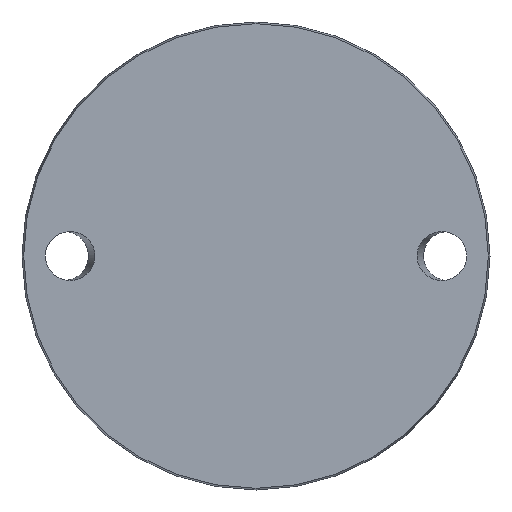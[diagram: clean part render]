
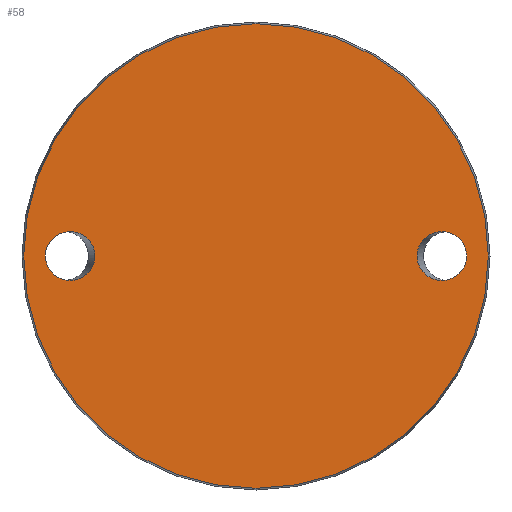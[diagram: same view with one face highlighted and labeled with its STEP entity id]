
A CAD part, front view. The second image highlights one B-rep face of the part: STEP entity #58.
In plain terms, the highlighted planar face has unit normal (0, -1, 0).
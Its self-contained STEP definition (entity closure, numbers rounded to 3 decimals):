
#58 = ADVANCED_FACE ( 'NONE', ( #713, #779, #717 ), #647, .F. ) ;
#67 = CARTESIAN_POINT ( 'NONE',  ( 54.385, 0., 16.5 ) ) ;
#95 = CIRCLE ( 'NONE', #183, 78.425 ) ;
#104 = DIRECTION ( 'NONE',  ( 0., -1., 0. ) ) ;
#127 = EDGE_CURVE ( 'NONE', #149, #149, #95, .T. ) ;
#135 = CARTESIAN_POINT ( 'NONE',  ( -71.115, 0., 16.5 ) ) ;
#139 = CARTESIAN_POINT ( 'NONE',  ( -71.115, 0., 0. ) ) ;
#149 = VERTEX_POINT ( 'NONE', #494 ) ;
#167 = DIRECTION ( 'NONE',  ( 0., 0., 1. ) ) ;
#170 = CARTESIAN_POINT ( 'NONE',  ( -71.115, 0., 0. ) ) ;
#183 = AXIS2_PLACEMENT_3D ( 'NONE', #581, #104, #344 ) ;
#197 = ORIENTED_EDGE ( 'NONE', *, *, #666, .T. ) ;
#216 = ORIENTED_EDGE ( 'NONE', *, *, #748, .T. ) ;
#230 = DIRECTION ( 'NONE',  ( 0., 1., 0. ) ) ;
#249 = CARTESIAN_POINT ( 'NONE',  ( -54.385, 0., 16.5 ) ) ;
#254 = AXIS2_PLACEMENT_3D ( 'NONE', #773, #230, #167 ) ;
#266 = CARTESIAN_POINT ( 'NONE',  ( -71.115, 0., 0. ) ) ;
#278 = VERTEX_POINT ( 'NONE', #170 ) ;
#344 = DIRECTION ( 'NONE',  ( 0., 0., -1. ) ) ;
#352 = CARTESIAN_POINT ( 'NONE',  ( 71.115, 0., 16.5 ) ) ;
#364 = CARTESIAN_POINT ( 'NONE',  ( 71.115, 0., 0. ) ) ;
#371 = CARTESIAN_POINT ( 'NONE',  ( -54.385, 0., 0. ) ) ;
#372 = EDGE_LOOP ( 'NONE', ( #674 ) ) ;
#426 = CARTESIAN_POINT ( 'NONE',  ( 71.115, 0., -16.5 ) ) ;
#488 = CARTESIAN_POINT ( 'NONE',  ( -54.385, 0., -16.5 ) ) ;
#494 = CARTESIAN_POINT ( 'NONE',  ( 0., 0., -78.425 ) ) ;
#495 = EDGE_LOOP ( 'NONE', ( #197 ) ) ;
#497 = CARTESIAN_POINT ( 'NONE',  ( -71.115, 0., -16.5 ) ) ;
#506 = CARTESIAN_POINT ( 'NONE',  ( 71.115, 0., 0. ) ) ;
#581 = CARTESIAN_POINT ( 'NONE',  ( 0., 0., 0. ) ) ;
#595 = CARTESIAN_POINT ( 'NONE',  ( 54.385, 0., 0. ) ) ;
#609 = CARTESIAN_POINT ( 'NONE',  ( 54.385, 0., -16.5 ) ) ;
#633 =( BOUNDED_CURVE ( )  B_SPLINE_CURVE ( 3, ( #364, #426, #609, #595, #67, #352, #506 ),
 .UNSPECIFIED., .T., .T. ) 
 B_SPLINE_CURVE_WITH_KNOTS ( ( 4, 3, 4 ),
 ( 0., 3.142, 6.283 ),
 .UNSPECIFIED. ) 
 CURVE ( )  GEOMETRIC_REPRESENTATION_ITEM ( )  RATIONAL_B_SPLINE_CURVE ( ( 1., 0.333, 0.333, 1., 0.333, 0.333, 1. ) ) 
 REPRESENTATION_ITEM ( '' )  );
#647 = PLANE ( 'NONE',  #254 ) ;
#666 = EDGE_CURVE ( 'NONE', #715, #715, #633, .T. ) ;
#674 = ORIENTED_EDGE ( 'NONE', *, *, #127, .T. ) ;
#713 = FACE_BOUND ( 'NONE', #731, .T. ) ;
#715 = VERTEX_POINT ( 'NONE', #768 ) ;
#717 = FACE_OUTER_BOUND ( 'NONE', #372, .T. ) ;
#724 =( BOUNDED_CURVE ( )  B_SPLINE_CURVE ( 3, ( #139, #135, #249, #371, #488, #497, #266 ),
 .UNSPECIFIED., .T., .T. ) 
 B_SPLINE_CURVE_WITH_KNOTS ( ( 4, 3, 4 ),
 ( 0., 3.142, 6.283 ),
 .UNSPECIFIED. ) 
 CURVE ( )  GEOMETRIC_REPRESENTATION_ITEM ( )  RATIONAL_B_SPLINE_CURVE ( ( 1., 0.333, 0.333, 1., 0.333, 0.333, 1. ) ) 
 REPRESENTATION_ITEM ( '' )  );
#731 = EDGE_LOOP ( 'NONE', ( #216 ) ) ;
#748 = EDGE_CURVE ( 'NONE', #278, #278, #724, .T. ) ;
#768 = CARTESIAN_POINT ( 'NONE',  ( 71.115, 0., 0. ) ) ;
#773 = CARTESIAN_POINT ( 'NONE',  ( -78.425, 0., 0. ) ) ;
#779 = FACE_BOUND ( 'NONE', #495, .T. ) ;
